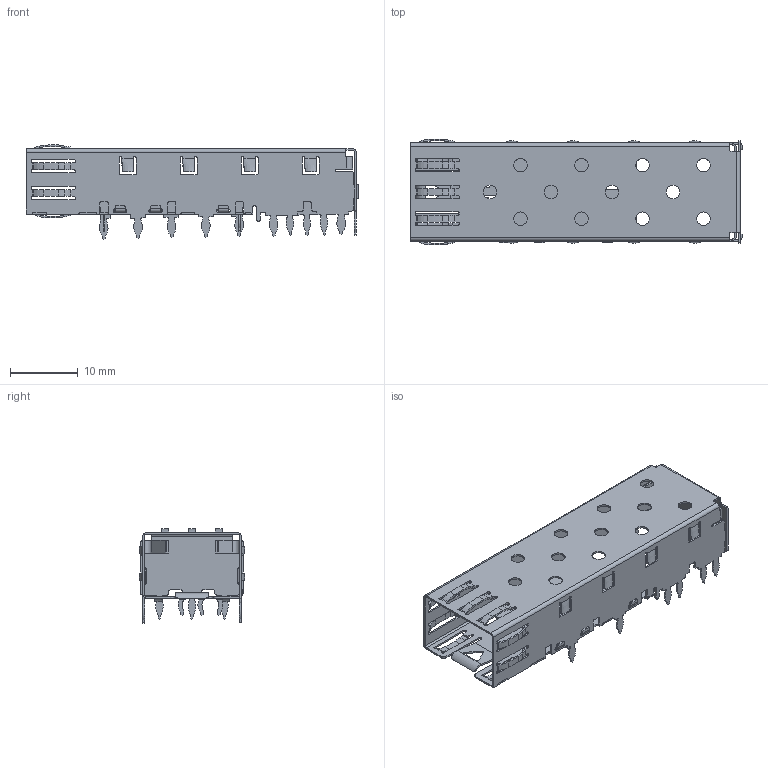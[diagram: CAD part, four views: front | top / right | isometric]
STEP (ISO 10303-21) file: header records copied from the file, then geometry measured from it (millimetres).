
FILE_DESCRIPTION((''),'2;1');
FILE_NAME('747370016','2019-07-30T',('gga'),(''),'PRO/ENGINEER BY PARAMETRIC TECHNOLOGY CORPORATION, 2016010','PRO/ENGINEER BY PARAMETRIC TECHNOLOGY CORPORATION, 2016010','');
FILE_SCHEMA(('CONFIG_CONTROL_DESIGN'));
Length unit declared in the file: millimetre
Products named in the file (1): 747370016
Bounding box: 49.01 x 15.64 x 13.92 mm (x, y, z)
Volume: 511.2 mm3; surface area: 4344 mm2
Topology: 1 solids, 1 shells, 1173 faces, 3560 edges, 2379 vertices
Faces by surface type: plane 577, cylinder 545, extrusion 35, bspline 16
Entity records: 41838 total; most frequent: CARTESIAN_POINT 9462, ORIENTED_EDGE 7040, DIRECTION 6498, EDGE_CURVE 3520, VERTEX_POINT 2339, VECTOR 2264, LINE 2229, AXIS2_PLACEMENT_3D 2117
